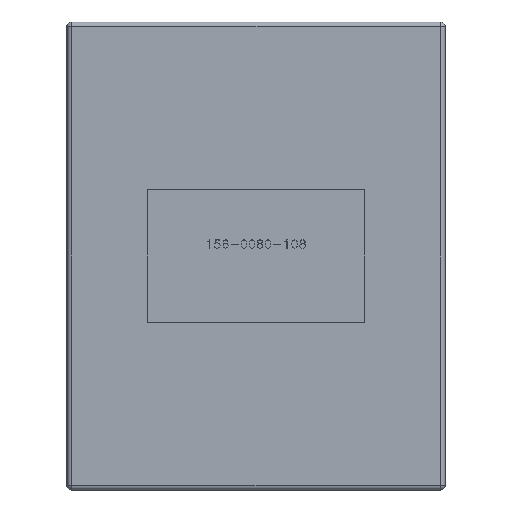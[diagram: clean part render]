
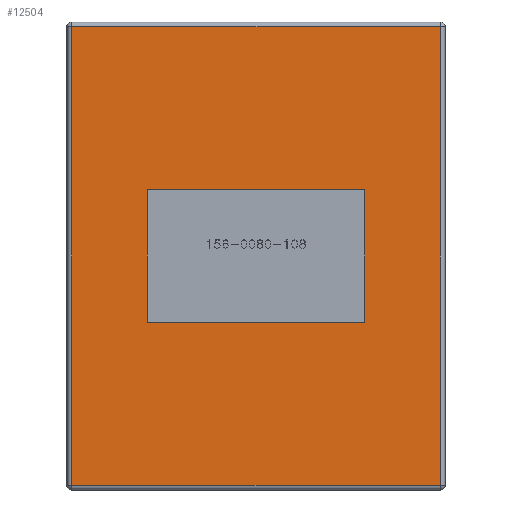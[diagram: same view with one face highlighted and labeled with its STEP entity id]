
A CAD part, front view. The second image highlights one B-rep face of the part: STEP entity #12504.
In plain terms, the highlighted planar face has unit normal (0, -1, 0).
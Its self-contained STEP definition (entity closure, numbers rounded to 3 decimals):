
#11816=CARTESIAN_POINT('',(-46.,0.0,-28.015));
#11817=VERTEX_POINT('',#11816);
#11818=CARTESIAN_POINT('',(-46.,0.0,28.015));
#11819=VERTEX_POINT('',#11818);
#11820=CARTESIAN_POINT('',(-46.,0.0,-28.015));
#11821=DIRECTION('',(0.0,0.0,1.0));
#11822=VECTOR('',#11821,56.03);
#11823=LINE('',#11820,#11822);
#11824=EDGE_CURVE('',#11817,#11819,#11823,.T.);
#11849=CARTESIAN_POINT('',(46.,0.0,-28.015));
#11850=VERTEX_POINT('',#11849);
#11851=CARTESIAN_POINT('',(46.,0.0,-28.015));
#11852=DIRECTION('',(-1.0,0.0,0.0));
#11853=VECTOR('',#11852,92.0);
#11854=LINE('',#11851,#11853);
#11855=EDGE_CURVE('',#11850,#11817,#11854,.T.);
#11871=CARTESIAN_POINT('',(46.,0.0,28.015));
#11872=VERTEX_POINT('',#11871);
#11873=CARTESIAN_POINT('',(46.,0.0,28.015));
#11874=DIRECTION('',(0.0,0.0,-1.0));
#11875=VECTOR('',#11874,56.03);
#11876=LINE('',#11873,#11875);
#11877=EDGE_CURVE('',#11872,#11850,#11876,.T.);
#11897=CARTESIAN_POINT('',(-46.,0.0,28.015));
#11898=DIRECTION('',(1.0,0.0,0.0));
#11899=VECTOR('',#11898,92.0);
#11900=LINE('',#11897,#11899);
#11901=EDGE_CURVE('',#11819,#11872,#11900,.T.);
#12008=CARTESIAN_POINT('',(78.0,0.0,-97.));
#12009=VERTEX_POINT('',#12008);
#12122=CARTESIAN_POINT('',(78.,0.0,97.));
#12123=VERTEX_POINT('',#12122);
#12148=CARTESIAN_POINT('',(-78.,0.0,-97.));
#12149=VERTEX_POINT('',#12148);
#12192=CARTESIAN_POINT('',(-78.0,0.0,97.));
#12193=VERTEX_POINT('',#12192);
#12217=CARTESIAN_POINT('',(-78.,0.0,-97.));
#12218=DIRECTION('',(0.0,0.0,1.0));
#12219=VECTOR('',#12218,194.);
#12220=LINE('',#12217,#12219);
#12221=EDGE_CURVE('',#12149,#12193,#12220,.T.);
#12239=CARTESIAN_POINT('',(-78.0,0.0,97.));
#12240=DIRECTION('',(1.0,0.0,0.0));
#12241=VECTOR('',#12240,156.0);
#12242=LINE('',#12239,#12241);
#12243=EDGE_CURVE('',#12193,#12123,#12242,.T.);
#12305=CARTESIAN_POINT('',(78.0,0.0,-97.));
#12306=DIRECTION('',(-1.0,0.0,0.0));
#12307=VECTOR('',#12306,156.0);
#12308=LINE('',#12305,#12307);
#12309=EDGE_CURVE('',#12009,#12149,#12308,.T.);
#12327=CARTESIAN_POINT('',(78.,0.0,97.));
#12328=DIRECTION('',(0.0,0.0,-1.0));
#12329=VECTOR('',#12328,194.);
#12330=LINE('',#12327,#12329);
#12331=EDGE_CURVE('',#12123,#12009,#12330,.T.);
#12487=CARTESIAN_POINT('',(0.,0.0,0.0));
#12488=DIRECTION('',(0.0,1.0,0.0));
#12489=DIRECTION('',(0.0,0.0,1.0));
#12490=AXIS2_PLACEMENT_3D('',#12487,#12488,#12489);
#12491=PLANE('',#12490);
#12492=ORIENTED_EDGE('',*,*,#12221,.F.);
#12493=ORIENTED_EDGE('',*,*,#12309,.F.);
#12494=ORIENTED_EDGE('',*,*,#12331,.F.);
#12495=ORIENTED_EDGE('',*,*,#12243,.F.);
#12496=EDGE_LOOP('',(#12492,#12493,#12494,#12495));
#12497=FACE_OUTER_BOUND('',#12496,.T.);
#12498=ORIENTED_EDGE('',*,*,#11824,.T.);
#12499=ORIENTED_EDGE('',*,*,#11901,.T.);
#12500=ORIENTED_EDGE('',*,*,#11877,.T.);
#12501=ORIENTED_EDGE('',*,*,#11855,.T.);
#12502=EDGE_LOOP('',(#12498,#12499,#12500,#12501));
#12503=FACE_BOUND('',#12502,.T.);
#12504=ADVANCED_FACE('',(#12497,#12503),#12491,.F.);
